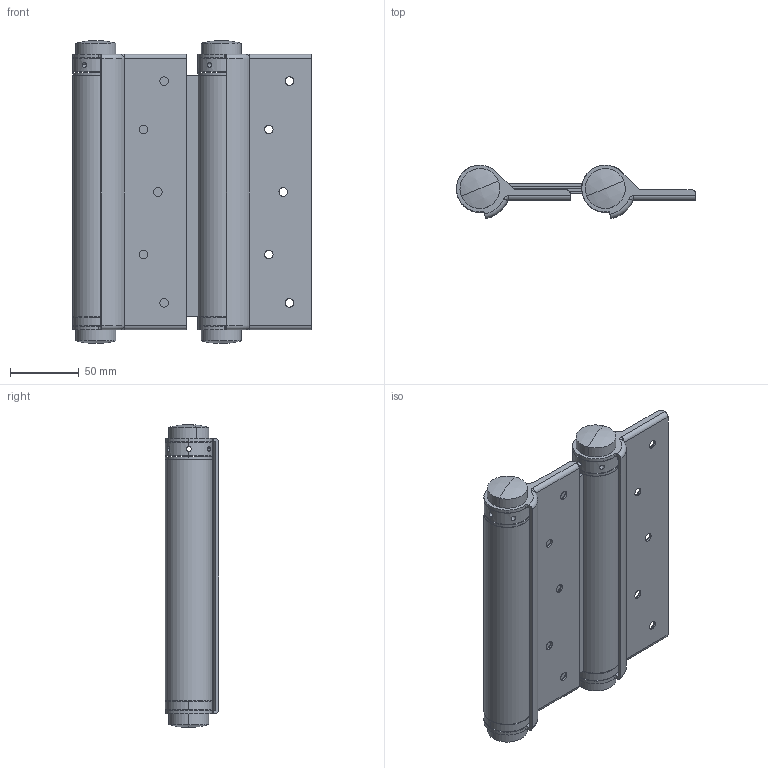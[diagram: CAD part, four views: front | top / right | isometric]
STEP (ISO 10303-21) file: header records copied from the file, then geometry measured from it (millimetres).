
FILE_DESCRIPTION (( 'STEP AP214' ), '1' );
FILE_NAME ('Pendeltürband Nr. 42.STEP', '2011-01-31T08:58:13', ( 'Anwender' ), ( '' ), 'SwSTEP 2.0', 'SolidWorks 2010', '' );
FILE_SCHEMA (( 'AUTOMOTIVE_DESIGN' ));
Length unit declared in the file: millimetre
Products named in the file (7): Fluegel 42; Büchse 42; Distanzring; Kunststoffscheibe; Deckel; Stellring; Pendeltürband Nr. 42
Assembly tree (13 placements, depth 2):
  Pendeltürband Nr. 42
    Büchse 42
    Fluegel 42  x2
    Kunststoffscheibe  x2
    Deckel  x4
    Stellring  x2
    Distanzring  x2
Bounding box: 173.5 x 38.63 x 220 mm (x, y, z)
Volume: 260552.3 mm3; surface area: 242039.6 mm2
Topology: 14 solids, 14 shells, 232 faces, 580 edges, 368 vertices
Faces by surface type: cylinder 132, plane 56, cone 20, torus 16, sphere 8
Entity records: 4862 total; most frequent: CARTESIAN_POINT 1328, DIRECTION 727, ORIENTED_EDGE 642, EDGE_CURVE 321, AXIS2_PLACEMENT_3D 288, VERTEX_POINT 205, EDGE_LOOP 154, LINE 151
